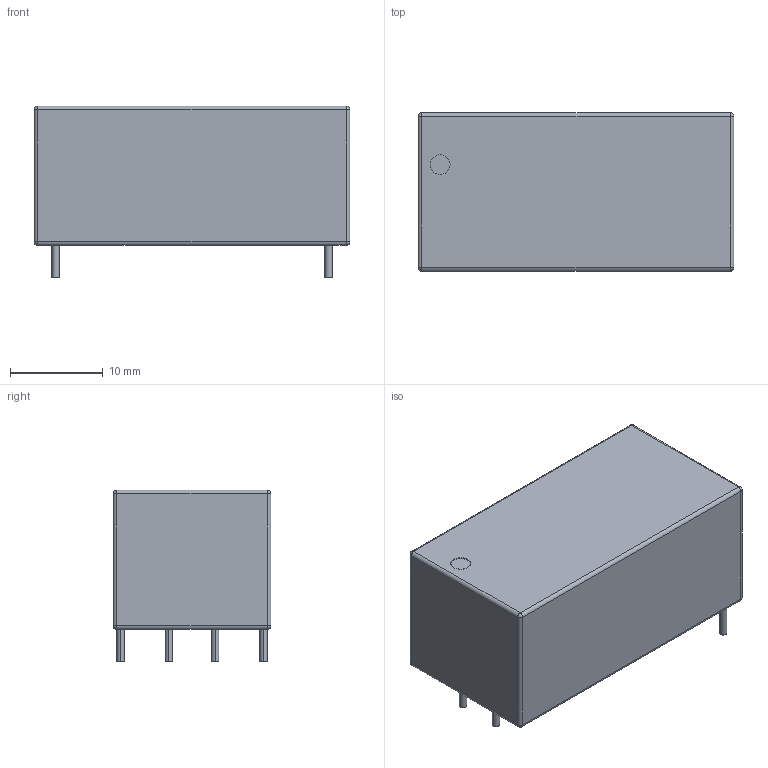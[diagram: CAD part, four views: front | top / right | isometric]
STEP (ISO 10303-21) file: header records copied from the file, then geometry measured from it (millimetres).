
FILE_DESCRIPTION (( 'STEP AP214' ), '1' );
FILE_NAME ('PWRM-TH_HLK-PM01_C917667.step', '2022-07-09T11:28:28', ( '' ), ( '' ), 'SwSTEP 2.0', 'SolidWorks 2020', '' );
FILE_SCHEMA (( 'AUTOMOTIVE_DESIGN' ));
Length unit declared in the file: millimetre
Products named in the file (1): PWRM-TH_HLK-PM01_C917667
Bounding box: 34 x 17 x 18.5 mm (x, y, z)
Volume: 8667.3 mm3; surface area: 2681.1 mm2
Topology: 1 solids, 1 shells, 325 faces, 864 edges, 562 vertices
Faces by surface type: plane 181, bspline 114, cylinder 22, sphere 8
Entity records: 14124 total; most frequent: CARTESIAN_POINT 4106, ORIENTED_EDGE 1712, DIRECTION 1094, EDGE_CURVE 856, LINE 578, VECTOR 578, VERTEX_POINT 562, EDGE_LOOP 354
